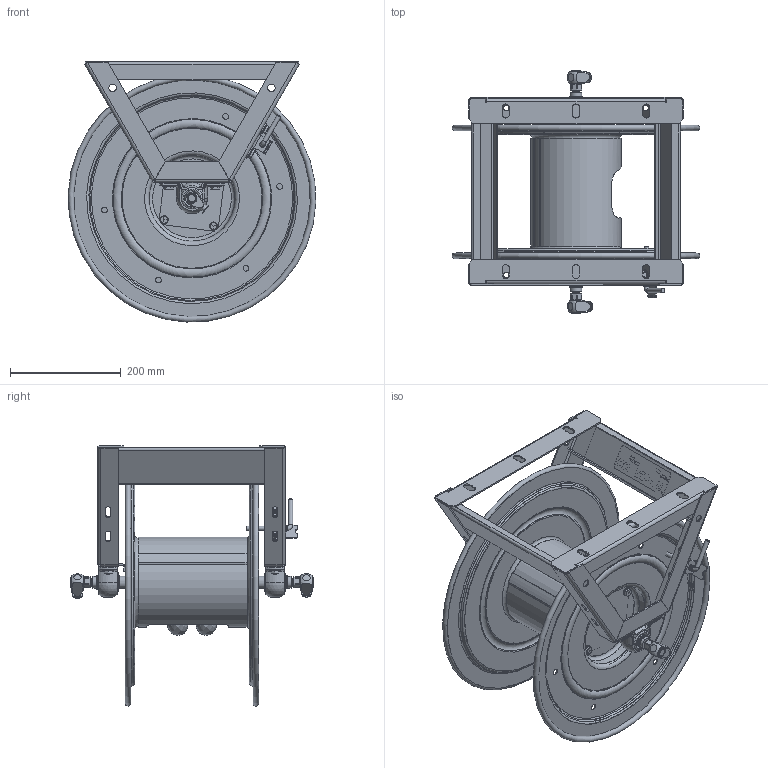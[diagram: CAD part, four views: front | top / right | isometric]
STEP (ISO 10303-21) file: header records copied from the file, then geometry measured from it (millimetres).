
FILE_DESCRIPTION(/* description */ (''),/* implementation_level */ '2;1');
FILE_NAME(/* name */ '1275HPL-B-8_SHARED.stp',/* time_stamp */ '2020-03-16T09:30:06-07:00',/* author */ ('NMelton'),/* organization */ (''),/* preprocessor_version */ 'ST-DEVELOPER v17',/* originating_system */ 'Autodesk Inventor 2019',/* authorisation */ '');
FILE_SCHEMA (('AUTOMOTIVE_DESIGN { 1 0 10303 214 3 1 1 }'));
Products named in the file (1): 1275HPL-B-8_SHARED
Bounding box: 447.43 x 439.67 x 470.08 mm (x, y, z)
Surface area: 1503455.6 mm2 (no closed solid volume)
Topology: 0 solids, 137 shells, 1581 faces, 5705 edges, 4061 vertices
Faces by surface type: plane 686, cylinder 355, bspline 294, torus 107, cone 101, sphere 38
Full cylindrical faces by diameter (mm): 1.245 x4, 1.321 x4, 2.54 x1, 3.048 x1, 5.969 x2, 6.35 x1, 6.909 x1, 6.985 x4, 7.925 x3, 7.938 x8, 8.382 x2, 8.738 x1, 8.763 x1, 10.414 x6, 10.439 x1, 10.592 x2, 10.731 x4, 11.43 x7, 12.192 x2, 12.573 x2, 12.7 x6, 12.859 x4, 13.398 x2, 13.462 x4, 13.868 x2, 14.186 x4, 15.875 x2, 16.167 x2, 16.764 x1, 17.615 x4
Entity records: 74327 total; most frequent: CARTESIAN_POINT 27292, ORIENTED_EDGE 9097, DIRECTION 8343, EDGE_CURVE 5639, VERTEX_POINT 4061, AXIS2_PLACEMENT_3D 2866, LINE 2611, VECTOR 2611
